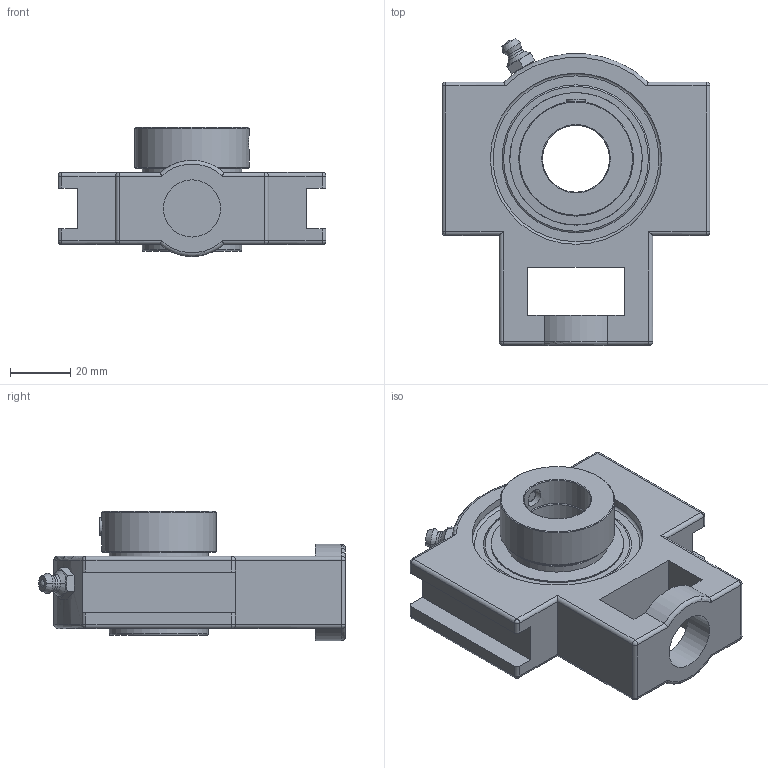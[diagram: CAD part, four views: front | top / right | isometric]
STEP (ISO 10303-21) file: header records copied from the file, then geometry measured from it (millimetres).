
FILE_DESCRIPTION(('HOOPS Exchange Step'),'2;1');
FILE_NAME('export-FA79F633-8792-4CE8-960E-E8D1AAD58997.stp','2019-12-18T08:19:21-08:00',('ibuslach'),('Alibre'),'HOOPS Exchange 2019.2','Alibre','Unknown authorisation');
FILE_SCHEMA( ('AP242_MANAGED_MODEL_BASED_3D_ENGINEERING_MIM_LF {1 0 10303 442 1 1 4 }') );
Length unit declared in the file: centimetre
Products named in the file (8): MRN ST 205; UCP ZERK 6mm; SNC 205-14 COLLAR; SNC 205-14 RACES; SNC 205 SHIELD; M6 SETSCREW; MRN SNC 205-14; MRN SNCT 205-14
Assembly tree (8 placements, depth 3):
  MRN SNCT 205-14
    MRN ST 205
    UCP ZERK 6mm
    MRN SNC 205-14
      SNC 205-14 COLLAR
      SNC 205-14 RACES
      SNC 205 SHIELD  x2
      M6 SETSCREW
Bounding box: 89 x 101.98 x 42.91 mm (x, y, z)
Volume: 118085.3 mm3; surface area: 47603.3 mm2
Topology: 18 solids, 18 shells, 211 faces, 553 edges, 342 vertices
Faces by surface type: cylinder 73, plane 62, sphere 31, cone 22, torus 19, bspline 4
Full cylindrical faces by diameter (mm): 2.008 x2, 5.994 x2, 6 x3, 19 x1, 22.225 x2, 30.683 x2, 33.02 x4, 34.036 x2, 38.1 x1, 43.993 x2, 44.063 x2, 56.878 x2
Entity records: 9222 total; most frequent: CARTESIAN_POINT 4082, DIRECTION 1104, ORIENTED_EDGE 988, EDGE_CURVE 494, AXIS2_PLACEMENT_3D 451, VERTEX_POINT 328, EDGE_LOOP 230, FACE_BOUND 230
